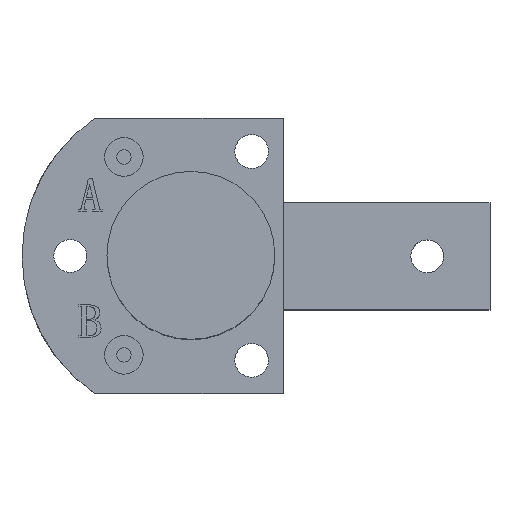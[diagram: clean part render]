
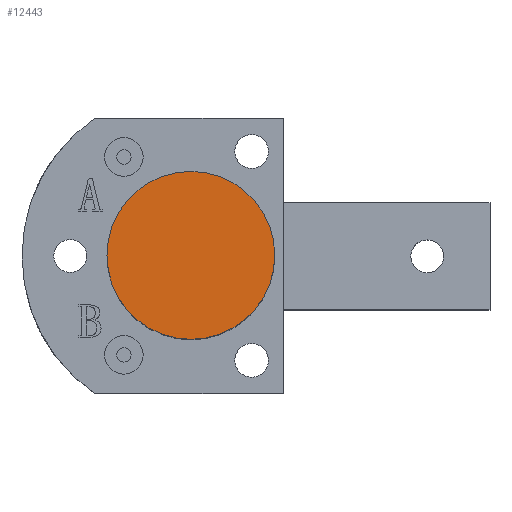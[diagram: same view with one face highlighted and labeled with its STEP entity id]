
A CAD part, top view. The second image highlights one B-rep face of the part: STEP entity #12443.
In plain terms, the highlighted planar face has unit normal (0, 0, 1).
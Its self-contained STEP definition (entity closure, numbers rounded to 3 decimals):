
#534 = CARTESIAN_POINT ( 'NONE',  ( 0., 0., 91. ) ) ;
#535 = DIRECTION ( 'NONE',  ( 0., 0., 1. ) ) ;
#536 = DIRECTION ( 'NONE',  ( 1., 0., 0. ) ) ;
#1411 = VERTEX_POINT ( 'NONE', #4352 ) ;
#1449 = VERTEX_POINT ( 'NONE', #4328 ) ;
#2640 = CARTESIAN_POINT ( 'NONE',  ( 0., 0., 91. ) ) ;
#2641 = DIRECTION ( 'NONE',  ( 0., 0., 1. ) ) ;
#2642 = DIRECTION ( 'NONE',  ( 1., 0., 0. ) ) ;
#3145 = EDGE_CURVE ( 'NONE', #1449, #1411, #9170, .T. ) ;
#4328 = CARTESIAN_POINT ( 'NONE',  ( -17.4, 0., 91. ) ) ;
#4352 = CARTESIAN_POINT ( 'NONE',  ( 17.4, 0., 91. ) ) ;
#5009 = FACE_OUTER_BOUND ( 'NONE', #13078, .T. ) ;
#5973 = CARTESIAN_POINT ( 'NONE',  ( 0., 0., 91. ) ) ;
#5977 = PLANE ( 'NONE',  #11402 ) ;
#5980 = DIRECTION ( 'NONE',  ( 0., 0., 1. ) ) ;
#5981 = DIRECTION ( 'NONE',  ( 1., 0., 0. ) ) ;
#6996 = EDGE_CURVE ( 'NONE', #1411, #1449, #9589, .T. ) ;
#8401 = ORIENTED_EDGE ( 'NONE', *, *, #3145, .T. ) ;
#8402 = ORIENTED_EDGE ( 'NONE', *, *, #6996, .T. ) ;
#9170 = CIRCLE ( 'NONE', #11041, 17.4 ) ;
#9589 = CIRCLE ( 'NONE', #11128, 17.4 ) ;
#11041 = AXIS2_PLACEMENT_3D ( 'NONE', #534, #535, #536 ) ;
#11128 = AXIS2_PLACEMENT_3D ( 'NONE', #2640, #2641, #2642 ) ;
#11402 = AXIS2_PLACEMENT_3D ( 'NONE', #5973, #5980, #5981 ) ;
#12443 = ADVANCED_FACE ( 'NONE', ( #5009 ), #5977, .T. ) ;
#13078 = EDGE_LOOP ( 'NONE', ( #8401, #8402 ) ) ;
